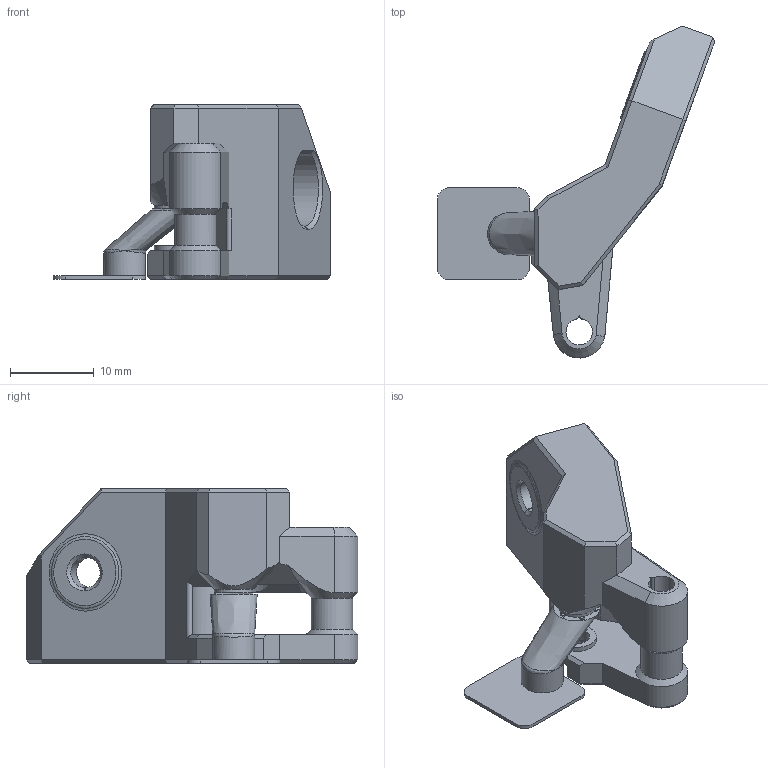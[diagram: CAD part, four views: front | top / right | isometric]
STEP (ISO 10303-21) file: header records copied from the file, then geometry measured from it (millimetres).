
FILE_DESCRIPTION(/* description */ ('STEP AP242','CAx-IF Rec.Pracs.---Representation and Presentation of Product Manufacturing Information (PMI)---4.0---2014-10-13','CAx-IF Rec.Pracs.---3D Tessellated Geometry---0.4---2014-09-14','2;1'),/* implementation_level */ '2;1');
FILE_NAME(/* name */ 'A4T - WWBMG - Tension_Arm - Smooth_Idler',/* time_stamp */ '2025-08-08T12:09:06Z',/* author */ (''),/* organization */ (''),/* preprocessor_version */ 'ST-DEVELOPER v20',/* originating_system */ 'ONSHAPE BY PTC INC, 1.202',/* authorisation */ ' ');
FILE_SCHEMA (('AP242_MANAGED_MODEL_BASED_3D_ENGINEERING_MIM_LF { 1 0 10303 442 1 1 4 }'));
Length unit declared in the file: metre
Products named in the file (2): A4T - WWBMG - Tension_Arm - Smooth_Idler Support; A4T - WWBMG - Tension_Arm - Smooth_Idler
Bounding box: 33.08 x 39.55 x 20.8 mm (x, y, z)
Volume: 5032.9 mm3; surface area: 3393.9 mm2
Topology: 2 solids, 2 shells, 203 faces, 510 edges, 314 vertices
Faces by surface type: plane 155, cylinder 24, cone 12, bspline 10, torus 2
Full cylindrical faces by diameter (mm): 2.8 x1, 3 x1, 4.6 x2, 4.95 x1, 5 x1
Entity records: 6686 total; most frequent: CARTESIAN_POINT 1979, ORIENTED_EDGE 970, DIRECTION 915, EDGE_CURVE 485, LINE 341, VECTOR 341, VERTEX_POINT 306, AXIS2_PLACEMENT_3D 287
